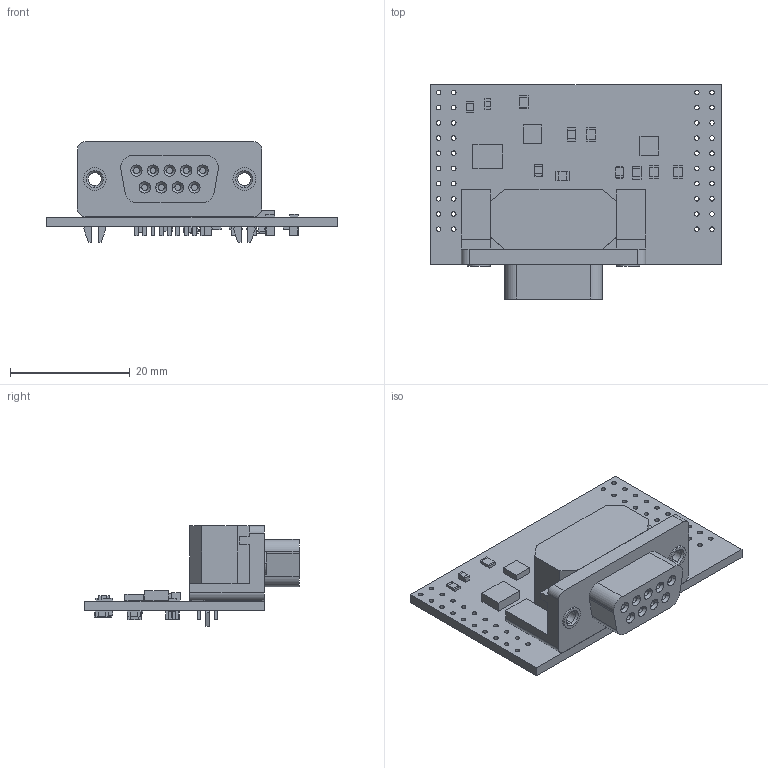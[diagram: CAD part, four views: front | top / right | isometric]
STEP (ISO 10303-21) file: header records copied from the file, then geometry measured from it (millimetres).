
FILE_DESCRIPTION(('Open CASCADE Model'),'2;1');
FILE_NAME('Open CASCADE Shape Model','2020-12-04T17:38:17',('Author'),( 'Open CASCADE'),'Open CASCADE STEP processor 6.5','Open CASCADE 6.5' ,'Unknown');
FILE_SCHEMA(('AUTOMOTIVE_DESIGN { 1 0 10303 214 1 1 1 1 }'));
Length unit declared in the file: millimetre
Products named in the file (76): PCB; Board; R15; MCU_0805; D1; 1649834912; Extruded; 1649835040; C4; 1649834528; 1649834656; J3; DSUB-9-Buchse_winkel; R4; U2; 1649834784; U1; 1649835168; U3; 1649835296; R13; 1649835936; 1649836192; R12; R14; 1649836448; 1649836576; R10; R9; R7; R6; R8; R3; R2; R1; 1649835424; 1649835680; Q2; SOT23-3; Q1 ...
Assembly tree (116 placements, depth 4):
  PCB
    Board
    R15
      MCU_0805
    D1
      1649834912
        Extruded
      1649835040  x2
        Extruded
    C4
      1649834528
        Extruded
      1649834656  x2
        Extruded
    J3
      DSUB-9-Buchse_winkel
    R4
      MCU_0805
    U2
      1649834784
        Extruded
    U1
      1649835168
        Extruded
    U3
      1649835296
        Extruded
    R13
      1649835936
        Extruded
      1649836192  x2
        Extruded
    R12
      1649835936
        Extruded
      1649836192  x2
        Extruded
    R14
      1649836448  x2
        Extruded
      1649836576
        Extruded
    R10
      1649835936
        Extruded
      1649836192  x2
        Extruded
    R9
      MCU_0805
    R7
      MCU_0805
    R6
      1649835936
        Extruded
      1649836192  x2
        Extruded
    R8
      1649835936
        Extruded
      1649836192  x2
Bounding box: 48.5 x 35.82 x 16.88 mm (x, y, z)
Volume: 6784.2 mm3; surface area: 6474.3 mm2
Topology: 79 solids, 79 shells, 1323 faces, 3167 edges, 1962 vertices
Faces by surface type: plane 952, cylinder 281, sphere 64, cone 24, torus 2
Full cylindrical faces by diameter (mm): 0.762 x40, 1.016 x9, 3.302 x2
Entity records: 46227 total; most frequent: CARTESIAN_POINT 12890, DIRECTION 5393, LINE 3317, VECTOR 3317, ORIENTED_EDGE 2948, PCURVE 2948, DEFINITIONAL_REPRESENTATION 2948, EDGE_CURVE 1474
